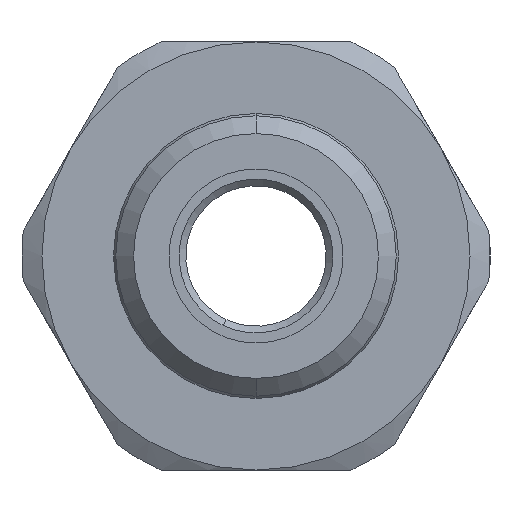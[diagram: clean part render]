
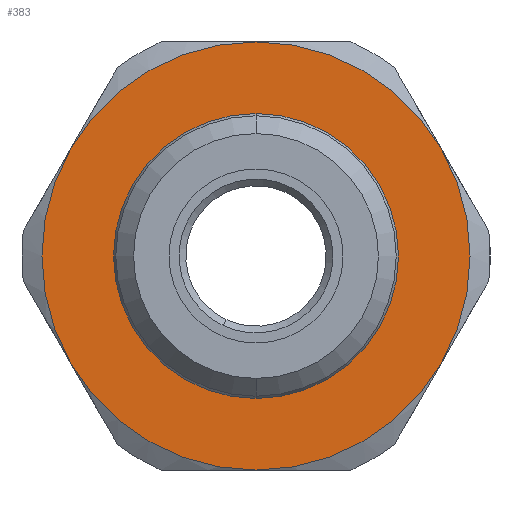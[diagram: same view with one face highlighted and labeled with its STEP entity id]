
A CAD part, left-side view. The second image highlights one B-rep face of the part: STEP entity #383.
In plain terms, the highlighted planar face has unit normal (-1, 0, 0).
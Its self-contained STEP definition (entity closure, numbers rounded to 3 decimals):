
#89 = EDGE_CURVE ( 'NONE', #4442, #4482, #1383, .T. ) ;
#90 = EDGE_CURVE ( 'NONE', #1839, #1764, #1384, .T. ) ;
#91 = EDGE_CURVE ( 'NONE', #1802, #1839, #1385, .T. ) ;
#92 = EDGE_CURVE ( 'NONE', #1761, #1802, #1386, .T. ) ;
#93 = EDGE_CURVE ( 'NONE', #1866, #1761, #1387, .T. ) ;
#94 = EDGE_CURVE ( 'NONE', #1686, #1866, #1388, .T. ) ;
#95 = EDGE_CURVE ( 'NONE', #1764, #1686, #1389, .T. ) ;
#205 = ORIENTED_EDGE ( 'NONE', *, *, #3705, .T. ) ;
#206 = ORIENTED_EDGE ( 'NONE', *, *, #89, .T. ) ;
#207 = ORIENTED_EDGE ( 'NONE', *, *, #90, .F. ) ;
#208 = ORIENTED_EDGE ( 'NONE', *, *, #91, .F. ) ;
#209 = ORIENTED_EDGE ( 'NONE', *, *, #92, .F. ) ;
#210 = ORIENTED_EDGE ( 'NONE', *, *, #93, .F. ) ;
#211 = ORIENTED_EDGE ( 'NONE', *, *, #94, .F. ) ;
#212 = ORIENTED_EDGE ( 'NONE', *, *, #95, .F. ) ;
#383 = ADVANCED_FACE ( 'NONE', ( #1495, #1496 ), #590, .T. ) ;
#516 = DIRECTION ( 'NONE',  ( 0., 0., 1. ) ) ;
#584 = DIRECTION ( 'NONE',  ( -1., 0., 0. ) ) ;
#590 = PLANE ( 'NONE',  #972 ) ;
#634 = CARTESIAN_POINT ( 'NONE',  ( 14., 10.65, 0. ) ) ;
#913 = AXIS2_PLACEMENT_3D ( 'NONE', #3321, #3318, #3300 ) ;
#914 = AXIS2_PLACEMENT_3D ( 'NONE', #3294, #3278, #3282 ) ;
#915 = AXIS2_PLACEMENT_3D ( 'NONE', #3280, #3329, #3352 ) ;
#916 = AXIS2_PLACEMENT_3D ( 'NONE', #3346, #3319, #3323 ) ;
#917 = AXIS2_PLACEMENT_3D ( 'NONE', #3304, #3295, #3344 ) ;
#918 = AXIS2_PLACEMENT_3D ( 'NONE', #3316, #3341, #3281 ) ;
#919 = AXIS2_PLACEMENT_3D ( 'NONE', #3299, #3313, #3315 ) ;
#972 = AXIS2_PLACEMENT_3D ( 'NONE', #634, #584, #516 ) ;
#1383 = CIRCLE ( 'NONE', #913, 10.65 ) ;
#1384 = CIRCLE ( 'NONE', #914, 16. ) ;
#1385 = CIRCLE ( 'NONE', #915, 16. ) ;
#1386 = CIRCLE ( 'NONE', #916, 16. ) ;
#1387 = CIRCLE ( 'NONE', #917, 16. ) ;
#1388 = CIRCLE ( 'NONE', #918, 16. ) ;
#1389 = CIRCLE ( 'NONE', #919, 16. ) ;
#1495 = FACE_BOUND ( 'NONE', #4526, .T. ) ;
#1496 = FACE_OUTER_BOUND ( 'NONE', #4525, .T. ) ;
#1686 = VERTEX_POINT ( 'NONE', #2313 ) ;
#1761 = VERTEX_POINT ( 'NONE', #2337 ) ;
#1764 = VERTEX_POINT ( 'NONE', #2339 ) ;
#1802 = VERTEX_POINT ( 'NONE', #2366 ) ;
#1839 = VERTEX_POINT ( 'NONE', #2381 ) ;
#1866 = VERTEX_POINT ( 'NONE', #2390 ) ;
#2313 = CARTESIAN_POINT ( 'NONE',  ( 14., 13.856, 8. ) ) ;
#2337 = CARTESIAN_POINT ( 'NONE',  ( 14., -13.856, 8. ) ) ;
#2339 = CARTESIAN_POINT ( 'NONE',  ( 14., 13.856, -8. ) ) ;
#2366 = CARTESIAN_POINT ( 'NONE',  ( 14., -13.856, -8. ) ) ;
#2381 = CARTESIAN_POINT ( 'NONE',  ( 14., 0., -16. ) ) ;
#2390 = CARTESIAN_POINT ( 'NONE',  ( 14., 0., 16. ) ) ;
#2504 = CARTESIAN_POINT ( 'NONE',  ( 14., 0., 0. ) ) ;
#2505 = DIRECTION ( 'NONE',  ( 1., 0., 0. ) ) ;
#2506 = DIRECTION ( 'NONE',  ( 0., 0., -1. ) ) ;
#3278 = DIRECTION ( 'NONE',  ( 1., 0., 0. ) ) ;
#3280 = CARTESIAN_POINT ( 'NONE',  ( 14., 0., 0. ) ) ;
#3281 = DIRECTION ( 'NONE',  ( 0., 0., -1. ) ) ;
#3282 = DIRECTION ( 'NONE',  ( 0., 0., -1. ) ) ;
#3294 = CARTESIAN_POINT ( 'NONE',  ( 14., 0., 0. ) ) ;
#3295 = DIRECTION ( 'NONE',  ( 1., 0., 0. ) ) ;
#3299 = CARTESIAN_POINT ( 'NONE',  ( 14., 0., 0. ) ) ;
#3300 = DIRECTION ( 'NONE',  ( 0., 0., -1. ) ) ;
#3304 = CARTESIAN_POINT ( 'NONE',  ( 14., 0., 0. ) ) ;
#3313 = DIRECTION ( 'NONE',  ( 1., 0., 0. ) ) ;
#3315 = DIRECTION ( 'NONE',  ( 0., 0., -1. ) ) ;
#3316 = CARTESIAN_POINT ( 'NONE',  ( 14., 0., 0. ) ) ;
#3318 = DIRECTION ( 'NONE',  ( 1., 0., 0. ) ) ;
#3319 = DIRECTION ( 'NONE',  ( 1., 0., 0. ) ) ;
#3321 = CARTESIAN_POINT ( 'NONE',  ( 14., 0., 0. ) ) ;
#3323 = DIRECTION ( 'NONE',  ( 0., 0., -1. ) ) ;
#3329 = DIRECTION ( 'NONE',  ( 1., 0., 0. ) ) ;
#3341 = DIRECTION ( 'NONE',  ( 1., 0., 0. ) ) ;
#3344 = DIRECTION ( 'NONE',  ( 0., 0., -1. ) ) ;
#3346 = CARTESIAN_POINT ( 'NONE',  ( 14., 0., 0. ) ) ;
#3352 = DIRECTION ( 'NONE',  ( 0., 0., -1. ) ) ;
#3591 = CARTESIAN_POINT ( 'NONE',  ( 14., 0., 10.65 ) ) ;
#3631 = CARTESIAN_POINT ( 'NONE',  ( 14., 0., -10.65 ) ) ;
#3705 = EDGE_CURVE ( 'NONE', #4482, #4442, #4700, .T. ) ;
#4285 = AXIS2_PLACEMENT_3D ( 'NONE', #2504, #2505, #2506 ) ;
#4442 = VERTEX_POINT ( 'NONE', #3591 ) ;
#4482 = VERTEX_POINT ( 'NONE', #3631 ) ;
#4525 = EDGE_LOOP ( 'NONE', ( #207, #208, #209, #210, #211, #212 ) ) ;
#4526 = EDGE_LOOP ( 'NONE', ( #205, #206 ) ) ;
#4700 = CIRCLE ( 'NONE', #4285, 10.65 ) ;
